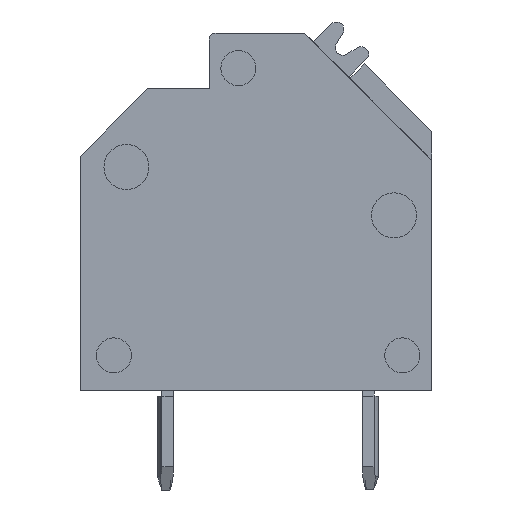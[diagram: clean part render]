
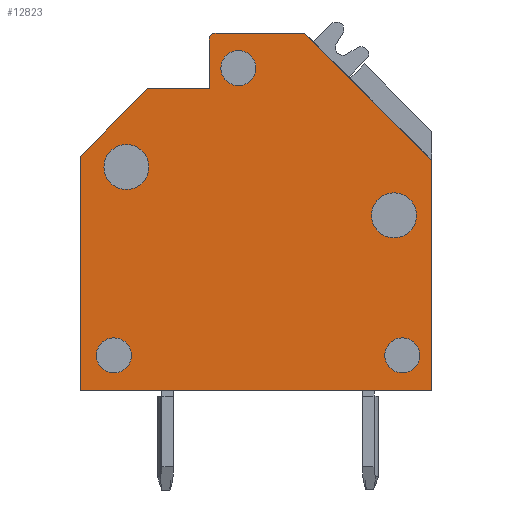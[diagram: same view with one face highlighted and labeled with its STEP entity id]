
A CAD part, left-side view. The second image highlights one B-rep face of the part: STEP entity #12823.
In plain terms, the highlighted planar face has unit normal (-1, 0, 0).
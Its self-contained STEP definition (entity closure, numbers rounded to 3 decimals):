
#771=CIRCLE('',#13969,0.6);
#772=CIRCLE('',#13970,0.77);
#773=CIRCLE('',#13971,0.6);
#774=CIRCLE('',#13972,0.6);
#775=CIRCLE('',#13973,0.77);
#776=CIRCLE('',#13974,0.2);
#3842=ORIENTED_EDGE('',*,*,#6036,.F.);
#3843=ORIENTED_EDGE('',*,*,#6037,.F.);
#3844=ORIENTED_EDGE('',*,*,#6038,.F.);
#3845=ORIENTED_EDGE('',*,*,#6039,.F.);
#3846=ORIENTED_EDGE('',*,*,#6040,.F.);
#3847=ORIENTED_EDGE('',*,*,#6018,.F.);
#3848=ORIENTED_EDGE('',*,*,#6004,.F.);
#3849=ORIENTED_EDGE('',*,*,#6032,.F.);
#3850=ORIENTED_EDGE('',*,*,#6041,.T.);
#3851=ORIENTED_EDGE('',*,*,#6029,.F.);
#3852=ORIENTED_EDGE('',*,*,#6015,.F.);
#3853=ORIENTED_EDGE('',*,*,#6028,.F.);
#3854=ORIENTED_EDGE('',*,*,#6026,.F.);
#3855=ORIENTED_EDGE('',*,*,#6023,.F.);
#6004=EDGE_CURVE('',#7348,#7349,#8659,.T.);
#6015=EDGE_CURVE('',#7357,#7358,#8667,.T.);
#6018=EDGE_CURVE('',#7349,#7360,#8670,.T.);
#6023=EDGE_CURVE('',#7360,#7363,#8675,.T.);
#6026=EDGE_CURVE('',#7363,#7364,#8678,.T.);
#6028=EDGE_CURVE('',#7364,#7357,#8680,.T.);
#6029=EDGE_CURVE('',#7358,#7365,#8681,.T.);
#6032=EDGE_CURVE('',#7366,#7348,#8684,.T.);
#6036=EDGE_CURVE('',#7368,#7368,#771,.T.);
#6037=EDGE_CURVE('',#7369,#7369,#772,.T.);
#6038=EDGE_CURVE('',#7370,#7370,#773,.T.);
#6039=EDGE_CURVE('',#7371,#7371,#774,.T.);
#6040=EDGE_CURVE('',#7372,#7372,#775,.T.);
#6041=EDGE_CURVE('',#7366,#7365,#776,.F.);
#7348=VERTEX_POINT('',#21119);
#7349=VERTEX_POINT('',#21121);
#7357=VERTEX_POINT('',#21140);
#7358=VERTEX_POINT('',#21142);
#7360=VERTEX_POINT('',#21148);
#7363=VERTEX_POINT('',#21157);
#7364=VERTEX_POINT('',#21162);
#7365=VERTEX_POINT('',#21168);
#7366=VERTEX_POINT('',#21172);
#7368=VERTEX_POINT('',#21182);
#7369=VERTEX_POINT('',#21184);
#7370=VERTEX_POINT('',#21186);
#7371=VERTEX_POINT('',#21188);
#7372=VERTEX_POINT('',#21190);
#8659=LINE('',#21120,#10014);
#8667=LINE('',#21141,#10022);
#8670=LINE('',#21147,#10025);
#8675=LINE('',#21156,#10030);
#8678=LINE('',#21161,#10033);
#8680=LINE('',#21165,#10035);
#8681=LINE('',#21167,#10036);
#8684=LINE('',#21173,#10039);
#10014=VECTOR('',#17156,1000.);
#10022=VECTOR('',#17172,1000.);
#10025=VECTOR('',#17177,1000.);
#10030=VECTOR('',#17184,1000.);
#10033=VECTOR('',#17189,1000.);
#10035=VECTOR('',#17193,1000.);
#10036=VECTOR('',#17196,1000.);
#10039=VECTOR('',#17201,1000.);
#10853=EDGE_LOOP('',(#3842));
#10854=EDGE_LOOP('',(#3843));
#10855=EDGE_LOOP('',(#3844));
#10856=EDGE_LOOP('',(#3845));
#10857=EDGE_LOOP('',(#3846));
#10858=EDGE_LOOP('',(#3847,#3848,#3849,#3850,#3851,#3852,#3853,#3854,#3855));
#11658=FACE_BOUND('',#10853,.T.);
#11659=FACE_BOUND('',#10854,.T.);
#11660=FACE_BOUND('',#10855,.T.);
#11661=FACE_BOUND('',#10856,.T.);
#11662=FACE_BOUND('',#10857,.T.);
#11663=FACE_BOUND('',#10858,.T.);
#12185=PLANE('',#13968);
#12823=ADVANCED_FACE('',(#11658,#11659,#11660,#11661,#11662,#11663),#12185,
 .F.);
#13968=AXIS2_PLACEMENT_3D('',#21180,#17209,#17210);
#13969=AXIS2_PLACEMENT_3D('',#21181,#17211,#17212);
#13970=AXIS2_PLACEMENT_3D('',#21183,#17213,#17214);
#13971=AXIS2_PLACEMENT_3D('',#21185,#17215,#17216);
#13972=AXIS2_PLACEMENT_3D('',#21187,#17217,#17218);
#13973=AXIS2_PLACEMENT_3D('',#21189,#17219,#17220);
#13974=AXIS2_PLACEMENT_3D('',#21191,#17221,#17222);
#17156=DIRECTION('',(0.,-0.707,-0.707));
#17172=DIRECTION('',(0.,-1.,0.));
#17177=DIRECTION('',(0.,0.,-1.));
#17184=DIRECTION('',(0.,1.,0.));
#17189=DIRECTION('',(0.,0.,1.));
#17193=DIRECTION('',(0.,-0.707,0.707));
#17196=DIRECTION('',(0.,0.,1.));
#17201=DIRECTION('',(0.,-1.,0.));
#17209=DIRECTION('',(1.,0.,0.));
#17210=DIRECTION('',(0.,0.,-1.));
#17211=DIRECTION('',(-1.,0.,0.));
#17212=DIRECTION('',(0.,1.,0.));
#17213=DIRECTION('',(-1.,0.,0.));
#17214=DIRECTION('',(0.,1.,0.));
#17215=DIRECTION('',(-1.,0.,0.));
#17216=DIRECTION('',(0.,1.,0.));
#17217=DIRECTION('',(-1.,0.,0.));
#17218=DIRECTION('',(0.,1.,0.));
#17219=DIRECTION('',(-1.,0.,0.));
#17220=DIRECTION('',(0.,1.,0.));
#17221=DIRECTION('',(1.,0.,0.));
#17222=DIRECTION('',(0.,0.,-1.));
#21119=CARTESIAN_POINT('',(-2.005,-1.66,8.2));
#21120=CARTESIAN_POINT('',(-2.005,-1.66,8.2));
#21121=CARTESIAN_POINT('',(-2.005,-6.,3.86));
#21140=CARTESIAN_POINT('',(-2.005,3.7,6.3));
#21141=CARTESIAN_POINT('',(-2.005,1.6,6.3));
#21142=CARTESIAN_POINT('',(-2.005,1.6,6.3));
#21147=CARTESIAN_POINT('',(-2.005,-6.,4.85));
#21148=CARTESIAN_POINT('',(-2.005,-6.,-4.));
#21156=CARTESIAN_POINT('',(-2.005,-6.,-4.));
#21157=CARTESIAN_POINT('',(-2.005,6.,-4.));
#21161=CARTESIAN_POINT('',(-2.005,6.,-4.));
#21162=CARTESIAN_POINT('',(-2.005,6.,4.));
#21165=CARTESIAN_POINT('',(-2.005,3.7,6.3));
#21167=CARTESIAN_POINT('',(-2.005,1.6,8.2));
#21168=CARTESIAN_POINT('',(-2.005,1.6,8.));
#21172=CARTESIAN_POINT('',(-2.005,1.4,8.2));
#21173=CARTESIAN_POINT('',(-2.005,1.6,8.2));
#21180=CARTESIAN_POINT('',(-2.005,0.,0.));
#21181=CARTESIAN_POINT('',(-2.005,0.6,7.006));
#21182=CARTESIAN_POINT('',(-2.005,1.2,7.006));
#21183=CARTESIAN_POINT('',(-2.005,-4.714,1.977));
#21184=CARTESIAN_POINT('',(-2.005,-3.944,1.977));
#21185=CARTESIAN_POINT('',(-2.005,-4.998,-2.804));
#21186=CARTESIAN_POINT('',(-2.005,-4.398,-2.804));
#21187=CARTESIAN_POINT('',(-2.005,4.853,-2.804));
#21188=CARTESIAN_POINT('',(-2.005,5.453,-2.804));
#21189=CARTESIAN_POINT('',(-2.005,4.424,3.628));
#21190=CARTESIAN_POINT('',(-2.005,5.194,3.628));
#21191=CARTESIAN_POINT('',(-2.005,1.4,8.));
